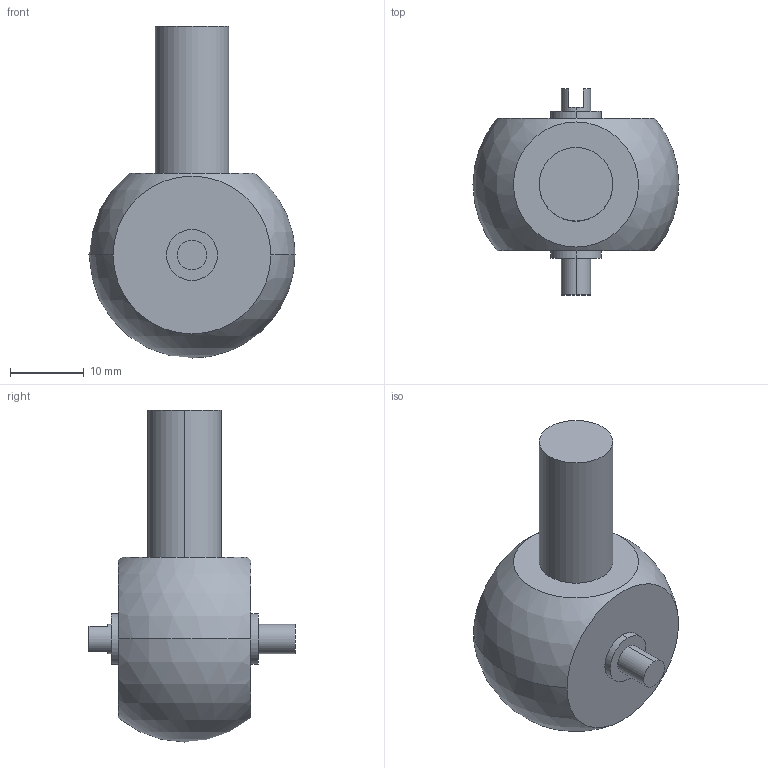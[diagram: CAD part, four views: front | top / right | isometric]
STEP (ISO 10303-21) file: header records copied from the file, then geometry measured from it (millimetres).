
FILE_DESCRIPTION (( 'STEP AP214' ), '1' );
FILE_NAME ('M4_1.STEP', '2019-04-01T21:57:25', ( 'MariaConsuegra' ), ( '' ), 'SwSTEP 2.0', 'SolidWorks 2015', '' );
FILE_SCHEMA (( 'AUTOMOTIVE_DESIGN' ));
Length unit declared in the file: millimetre
Products named in the file (1): M4_1
Bounding box: 28 x 28 x 45.13 mm (x, y, z)
Volume: 10945.9 mm3; surface area: 3059.2 mm2
Topology: 1 solids, 1 shells, 24 faces, 55 edges, 37 vertices
Faces by surface type: plane 12, cylinder 10, sphere 2
Entity records: 696 total; most frequent: DIRECTION 132, CARTESIAN_POINT 109, ORIENTED_EDGE 100, AXIS2_PLACEMENT_3D 57, EDGE_CURVE 50, VERTEX_POINT 34, CIRCLE 32, EDGE_LOOP 30
